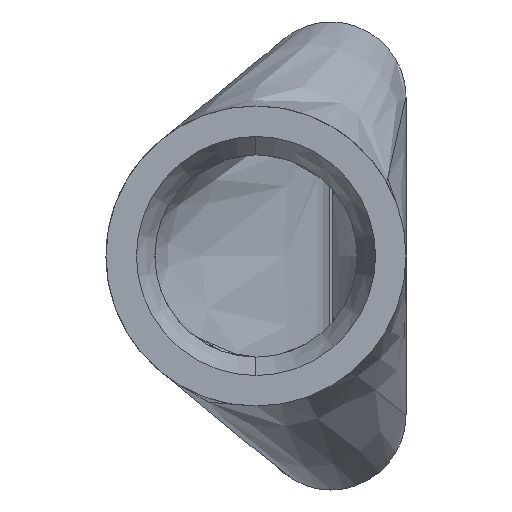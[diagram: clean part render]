
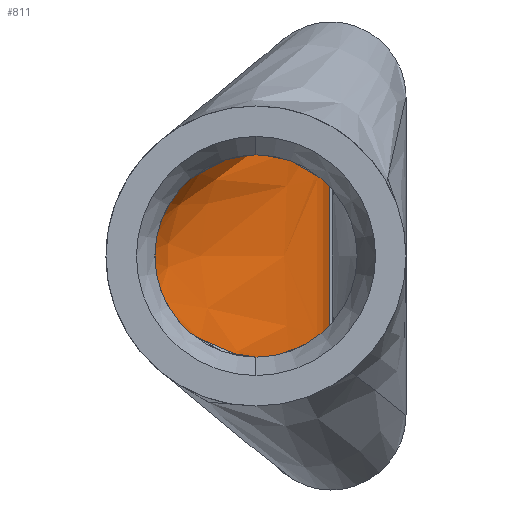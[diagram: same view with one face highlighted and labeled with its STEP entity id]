
A CAD part, left-side view. The second image highlights one B-rep face of the part: STEP entity #811.
In plain terms, the highlighted free-form (B-spline) face has degree [3, 3] with [9, 4] control points.
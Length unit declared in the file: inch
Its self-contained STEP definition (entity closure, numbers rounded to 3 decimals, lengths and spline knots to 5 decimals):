
#19 = CARTESIAN_POINT ( 'NONE',  ( 1.34375, 0.13531, -0.28125 ) ) ;
#22 = CARTESIAN_POINT ( 'NONE',  ( 1.34375, 0.13531, -0.28125 ) ) ;
#74 = CARTESIAN_POINT ( 'NONE',  ( 0.99353, 0.40881, 0.10953 ) ) ;
#81 = CARTESIAN_POINT ( 'NONE',  ( 0.906, 0.43572, 0.06528 ) ) ;
#112 = CARTESIAN_POINT ( 'NONE',  ( 1.34375, 0.13531, 0. ) ) ;
#143 = CARTESIAN_POINT ( 'NONE',  ( 0.906, 0.39069, -0.12862 ) ) ;
#144 = CARTESIAN_POINT ( 'NONE',  ( 1.25501, 0.13531, 0.11719 ) ) ;
#171 = B_SPLINE_SURFACE_WITH_KNOTS ( 'NONE', 3, 3, ( 
 ( #650, #719, #1009, #19 ),
 ( #222, #1078, #283, #634 ),
 ( #201, #565, #920, #685 ),
 ( #1109, #313, #1023, #431 ),
 ( #865, #700, #1051, #231 ),
 ( #81, #515, #144, #661 ),
 ( #610, #74, #580, #604 ),
 ( #1138, #776, #521, #574 ),
 ( #926, #425, #255, #494 ) ),
 .UNSPECIFIED., .F., .F., .F.,
 ( 4, 1, 1, 1, 1, 1, 4 ),
 ( 4, 4 ),
 ( 0., 0.125, 0.25, 0.5, 0.75, 0.875, 1. ),
 ( 0., 1. ),
 .UNSPECIFIED. ) ;
#174 = EDGE_CURVE ( 'NONE', #271, #349, #689, .T. ) ;
#177 = ORIENTED_EDGE ( 'NONE', *, *, #216, .T. ) ;
#201 = CARTESIAN_POINT ( 'NONE',  ( 0.906, 0.40881, -0.10953 ) ) ;
#216 = EDGE_CURVE ( 'NONE', #917, #271, #595, .T. ) ;
#222 = CARTESIAN_POINT ( 'NONE',  ( 0.906, 0.39069, -0.12862 ) ) ;
#230 = CARTESIAN_POINT ( 'NONE',  ( 0.906, 0.40881, -0.10953 ) ) ;
#231 = CARTESIAN_POINT ( 'NONE',  ( 1.34375, 0.13531, 0. ) ) ;
#238 = CARTESIAN_POINT ( 'NONE',  ( 1.34375, 0.13531, 0.21094 ) ) ;
#254 = CARTESIAN_POINT ( 'NONE',  ( 0.906, 0.43572, -0.06529 ) ) ;
#255 = CARTESIAN_POINT ( 'NONE',  ( 1.25674, 0.13531, 0.28125 ) ) ;
#257 = CARTESIAN_POINT ( 'NONE',  ( 1.34375, 0.13531, 0.25781 ) ) ;
#271 = VERTEX_POINT ( 'NONE', #757 ) ;
#283 = CARTESIAN_POINT ( 'NONE',  ( 1.25657, 0.13531, -0.25781 ) ) ;
#311 = CARTESIAN_POINT ( 'NONE',  ( 1.25674, 0.13531, -0.28125 ) ) ;
#313 = CARTESIAN_POINT ( 'NONE',  ( 0.99474, 0.43572, -0.06529 ) ) ;
#339 = B_SPLINE_CURVE_WITH_KNOTS ( 'NONE', 3,
 ( #22, #1080, #1104, #901, #112, #1111, #238, #257, #1035 ),
 .UNSPECIFIED., .F., .F.,
 ( 4, 1, 1, 1, 1, 1, 4 ),
 ( 0., 0.125, 0.25, 0.5, 0.75, 0.875, 1. ),
 .UNSPECIFIED. ) ;
#341 = CARTESIAN_POINT ( 'NONE',  ( 0.906, 0.38056, 0.13713 ) ) ;
#349 = VERTEX_POINT ( 'NONE', #802 ) ;
#367 = EDGE_CURVE ( 'NONE', #349, #839, #339, .T. ) ;
#425 = CARTESIAN_POINT ( 'NONE',  ( 0.99301, 0.38056, 0.13712 ) ) ;
#430 = CARTESIAN_POINT ( 'NONE',  ( 0.906, 0.38056, -0.13713 ) ) ;
#431 = CARTESIAN_POINT ( 'NONE',  ( 1.34375, 0.13531, -0.11719 ) ) ;
#436 = CARTESIAN_POINT ( 'NONE',  ( 1.34375, 0.13531, 0.28125 ) ) ;
#465 = B_SPLINE_CURVE_WITH_KNOTS ( 'NONE', 3,
 ( #341, #1047, #969, #436 ),
 .UNSPECIFIED., .F., .F.,
 ( 4, 4 ),
 ( 0., 1. ),
 .UNSPECIFIED. ) ;
#494 = CARTESIAN_POINT ( 'NONE',  ( 1.34375, 0.13531, 0.28125 ) ) ;
#515 = CARTESIAN_POINT ( 'NONE',  ( 0.99474, 0.43572, 0.06528 ) ) ;
#521 = CARTESIAN_POINT ( 'NONE',  ( 1.25657, 0.13531, 0.25781 ) ) ;
#565 = CARTESIAN_POINT ( 'NONE',  ( 0.99353, 0.40881, -0.10953 ) ) ;
#574 = CARTESIAN_POINT ( 'NONE',  ( 1.34375, 0.13531, 0.25781 ) ) ;
#580 = CARTESIAN_POINT ( 'NONE',  ( 1.25622, 0.13531, 0.21094 ) ) ;
#594 = CARTESIAN_POINT ( 'NONE',  ( 0.99301, 0.38056, -0.13712 ) ) ;
#595 = B_SPLINE_CURVE_WITH_KNOTS ( 'NONE', 3,
 ( #1128, #851, #660, #1019, #1040, #254, #230, #143, #951 ),
 .UNSPECIFIED., .F., .F.,
 ( 4, 1, 1, 1, 1, 1, 4 ),
 ( 0., 0.125, 0.25, 0.5, 0.75, 0.875, 1. ),
 .UNSPECIFIED. ) ;
#604 = CARTESIAN_POINT ( 'NONE',  ( 1.34375, 0.13531, 0.21094 ) ) ;
#607 = ORIENTED_EDGE ( 'NONE', *, *, #367, .T. ) ;
#610 = CARTESIAN_POINT ( 'NONE',  ( 0.906, 0.40881, 0.10953 ) ) ;
#634 = CARTESIAN_POINT ( 'NONE',  ( 1.34375, 0.13531, -0.25781 ) ) ;
#650 = CARTESIAN_POINT ( 'NONE',  ( 0.906, 0.38056, -0.13712 ) ) ;
#660 = CARTESIAN_POINT ( 'NONE',  ( 0.906, 0.40881, 0.10953 ) ) ;
#661 = CARTESIAN_POINT ( 'NONE',  ( 1.34375, 0.13531, 0.11719 ) ) ;
#685 = CARTESIAN_POINT ( 'NONE',  ( 1.34375, 0.13531, -0.21094 ) ) ;
#688 = ORIENTED_EDGE ( 'NONE', *, *, #174, .T. ) ;
#689 = B_SPLINE_CURVE_WITH_KNOTS ( 'NONE', 3,
 ( #430, #594, #311, #1046 ),
 .UNSPECIFIED., .F., .F.,
 ( 4, 4 ),
 ( 0., 1. ),
 .UNSPECIFIED. ) ;
#700 = CARTESIAN_POINT ( 'NONE',  ( 0.99571, 0.45038, 0.00001 ) ) ;
#710 = ORIENTED_EDGE ( 'NONE', *, *, #859, .F. ) ;
#719 = CARTESIAN_POINT ( 'NONE',  ( 0.99301, 0.38056, -0.13712 ) ) ;
#757 = CARTESIAN_POINT ( 'NONE',  ( 0.906, 0.38056, -0.13713 ) ) ;
#776 = CARTESIAN_POINT ( 'NONE',  ( 0.99318, 0.39069, 0.12862 ) ) ;
#802 = CARTESIAN_POINT ( 'NONE',  ( 1.34375, 0.13531, -0.28125 ) ) ;
#809 = EDGE_LOOP ( 'NONE', ( #177, #688, #607, #710 ) ) ;
#811 = ADVANCED_FACE ( 'NONE', ( #1097 ), #171, .F. ) ;
#839 = VERTEX_POINT ( 'NONE', #870 ) ;
#851 = CARTESIAN_POINT ( 'NONE',  ( 0.906, 0.39069, 0.12862 ) ) ;
#859 = EDGE_CURVE ( 'NONE', #917, #839, #465, .T. ) ;
#865 = CARTESIAN_POINT ( 'NONE',  ( 0.906, 0.45038, 0.00001 ) ) ;
#870 = CARTESIAN_POINT ( 'NONE',  ( 1.34375, 0.13531, 0.28125 ) ) ;
#887 = CARTESIAN_POINT ( 'NONE',  ( 0.906, 0.38056, 0.13713 ) ) ;
#901 = CARTESIAN_POINT ( 'NONE',  ( 1.34375, 0.13531, -0.11719 ) ) ;
#917 = VERTEX_POINT ( 'NONE', #887 ) ;
#920 = CARTESIAN_POINT ( 'NONE',  ( 1.25622, 0.13531, -0.21094 ) ) ;
#926 = CARTESIAN_POINT ( 'NONE',  ( 0.906, 0.38056, 0.13712 ) ) ;
#951 = CARTESIAN_POINT ( 'NONE',  ( 0.906, 0.38056, -0.13713 ) ) ;
#969 = CARTESIAN_POINT ( 'NONE',  ( 1.25674, 0.13531, 0.28125 ) ) ;
#1009 = CARTESIAN_POINT ( 'NONE',  ( 1.25674, 0.13531, -0.28125 ) ) ;
#1019 = CARTESIAN_POINT ( 'NONE',  ( 0.906, 0.43572, 0.06528 ) ) ;
#1023 = CARTESIAN_POINT ( 'NONE',  ( 1.25501, 0.13531, -0.11719 ) ) ;
#1035 = CARTESIAN_POINT ( 'NONE',  ( 1.34375, 0.13531, 0.28125 ) ) ;
#1040 = CARTESIAN_POINT ( 'NONE',  ( 0.906, 0.45038, 0.00001 ) ) ;
#1046 = CARTESIAN_POINT ( 'NONE',  ( 1.34375, 0.13531, -0.28125 ) ) ;
#1047 = CARTESIAN_POINT ( 'NONE',  ( 0.99301, 0.38056, 0.13712 ) ) ;
#1051 = CARTESIAN_POINT ( 'NONE',  ( 1.25404, 0.13531, 0. ) ) ;
#1078 = CARTESIAN_POINT ( 'NONE',  ( 0.99318, 0.39069, -0.12862 ) ) ;
#1080 = CARTESIAN_POINT ( 'NONE',  ( 1.34375, 0.13531, -0.25781 ) ) ;
#1097 = FACE_OUTER_BOUND ( 'NONE', #809, .T. ) ;
#1104 = CARTESIAN_POINT ( 'NONE',  ( 1.34375, 0.13531, -0.21094 ) ) ;
#1109 = CARTESIAN_POINT ( 'NONE',  ( 0.906, 0.43572, -0.06529 ) ) ;
#1111 = CARTESIAN_POINT ( 'NONE',  ( 1.34375, 0.13531, 0.11719 ) ) ;
#1128 = CARTESIAN_POINT ( 'NONE',  ( 0.906, 0.38056, 0.13713 ) ) ;
#1138 = CARTESIAN_POINT ( 'NONE',  ( 0.906, 0.39069, 0.12862 ) ) ;
